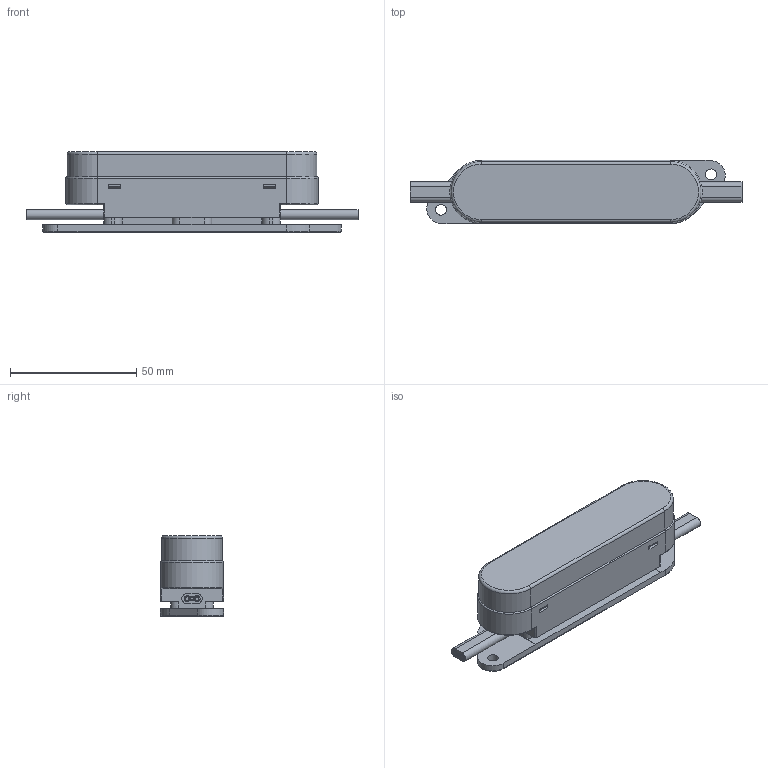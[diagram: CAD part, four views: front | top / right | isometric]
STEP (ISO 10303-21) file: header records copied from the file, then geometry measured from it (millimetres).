
FILE_DESCRIPTION(/* description */ (''),/* implementation_level */ '2;1');
FILE_NAME(/* name */ '73030 STEP For Public .step',/* time_stamp */ '2021-11-18T13:49:25+11:00',/* author */ (''),/* organization */ (''),/* preprocessor_version */ 'ST-DEVELOPER v18.1',/* originating_system */ 'Autodesk Translation Framework v10.10.0.1391',/* authorisation */ '');
FILE_SCHEMA (('AUTOMOTIVE_DESIGN { 1 0 10303 214 3 1 1 }'));
Length unit declared in the file: millimetre
Products named in the file (26): pxl-100x25 for public release; Measured-Wire Profile; Measured-Wire Profile v3(Mirror); Component8; SPXL100x25 RGB (1); Board; Open CASCADE STEP translator 6.8 5.1.1; Open CASCADE STEP translator 6.8 5.1.1.1; LED12; LED11; LED10; LED9; LED8; LED7; LED6; LED5; LED4; LED3; LED2; LED1; YLL_LED_ASSEMBLY_v3_final; YLL_LED_Body_v5; YLL_LED_BULB_v2; YLL_LED_LENS_v3; YLL_LED_LENS_FRAME_v5; YLL_LED_PINS_v3
Assembly tree (38 placements, depth 5):
  pxl-100x25 for public release
    Measured-Wire Profile
    Measured-Wire Profile v3(Mirror)
    Component8
    SPXL100x25 RGB (1)
      Board
        Open CASCADE STEP translator 6.8 5.1.1
          Open CASCADE STEP translator 6.8 5.1.1.1
      LED12
        YLL_LED_ASSEMBLY_v3_final
          YLL_LED_Body_v5
          YLL_LED_BULB_v2
          YLL_LED_LENS_v3
          YLL_LED_LENS_FRAME_v5
          YLL_LED_PINS_v3  x3
      LED11
        YLL_LED_ASSEMBLY_v3_final
          YLL_LED_Body_v5
          YLL_LED_BULB_v2
          YLL_LED_LENS_v3
          YLL_LED_LENS_FRAME_v5
          YLL_LED_PINS_v3  x3
      LED10
        YLL_LED_ASSEMBLY_v3_final
          YLL_LED_Body_v5
          YLL_LED_BULB_v2
          YLL_LED_LENS_v3
          YLL_LED_LENS_FRAME_v5
          YLL_LED_PINS_v3  x3
      LED9
        YLL_LED_ASSEMBLY_v3_final
          YLL_LED_Body_v5
          YLL_LED_BULB_v2
          YLL_LED_LENS_v3
          YLL_LED_LENS_FRAME_v5
          YLL_LED_PINS_v3  x3
      LED8
        YLL_LED_ASSEMBLY_v3_final
          YLL_LED_Body_v5
          YLL_LED_BULB_v2
          YLL_LED_LENS_v3
          YLL_LED_LENS_FRAME_v5
          YLL_LED_PINS_v3  x3
      LED7
        YLL_LED_ASSEMBLY_v3_final
          YLL_LED_Body_v5
          YLL_LED_BULB_v2
          YLL_LED_LENS_v3
          YLL_LED_LENS_FRAME_v5
          YLL_LED_PINS_v3  x3
      LED6
        YLL_LED_ASSEMBLY_v3_final
          YLL_LED_Body_v5
          YLL_LED_BULB_v2
          YLL_LED_LENS_v3
          YLL_LED_LENS_FRAME_v5
          YLL_LED_PINS_v3  x3
      LED5
        YLL_LED_ASSEMBLY_v3_final
          YLL_LED_Body_v5
Bounding box: 131.5 x 25 x 32 mm (x, y, z)
Volume: 36715.6 mm3; surface area: 37771.2 mm2
Topology: 101 solids, 101 shells, 3806 faces, 9750 edges, 6296 vertices
Faces by surface type: plane 2399, cylinder 751, bspline 490, torus 112, sphere 48, cone 6
Full cylindrical faces by diameter (mm): 1 x4, 1.5 x8, 1.6 x12, 2 x4, 2.3 x1, 2.4 x4, 4.3 x2
Entity records: 44199 total; most frequent: CARTESIAN_POINT 11776, ORIENTED_EDGE 6994, DIRECTION 5806, EDGE_CURVE 3497, LINE 2402, VECTOR 2402, VERTEX_POINT 2252, AXIS2_PLACEMENT_3D 1702
